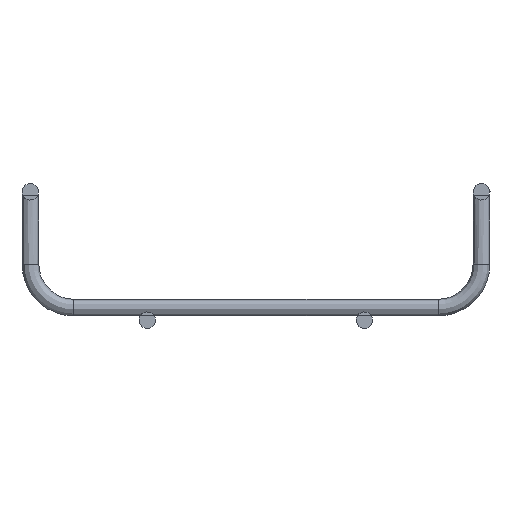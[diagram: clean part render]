
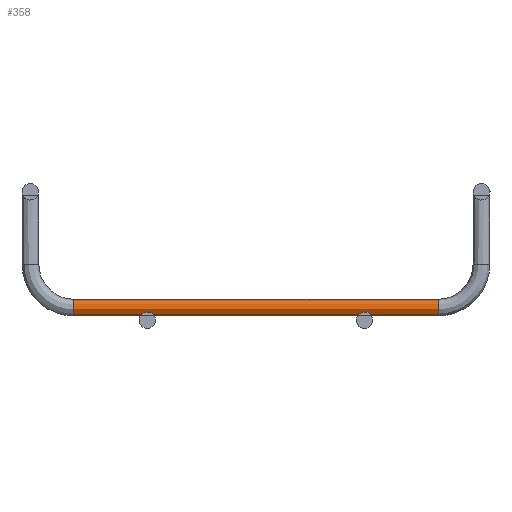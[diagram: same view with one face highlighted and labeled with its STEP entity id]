
A CAD part, left-side view. The second image highlights one B-rep face of the part: STEP entity #358.
In plain terms, the highlighted cylindrical face has radius 1.95 mm (diameter 3.9 mm), a full revolution.
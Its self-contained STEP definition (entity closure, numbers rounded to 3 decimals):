
#180=FACE_OUTER_BOUND('',#199,.T.);
#199=EDGE_LOOP('',(#318,#319,#320,#321,#322,#323));
#209=LINE('',#648,#216);
#216=VECTOR('',#511,1.95);
#230=CIRCLE('',#397,1.95);
#231=CIRCLE('',#398,1.95);
#232=CIRCLE('',#400,1.95);
#233=CIRCLE('',#401,1.95);
#249=VERTEX_POINT('',#641);
#250=VERTEX_POINT('',#643);
#251=VERTEX_POINT('',#647);
#252=VERTEX_POINT('',#649);
#273=EDGE_CURVE('',#249,#250,#230,.T.);
#274=EDGE_CURVE('',#250,#249,#231,.T.);
#275=EDGE_CURVE('',#250,#251,#209,.T.);
#276=EDGE_CURVE('',#251,#252,#232,.T.);
#277=EDGE_CURVE('',#252,#251,#233,.T.);
#318=ORIENTED_EDGE('',*,*,#274,.F.);
#319=ORIENTED_EDGE('',*,*,#275,.T.);
#320=ORIENTED_EDGE('',*,*,#276,.T.);
#321=ORIENTED_EDGE('',*,*,#277,.T.);
#322=ORIENTED_EDGE('',*,*,#275,.F.);
#323=ORIENTED_EDGE('',*,*,#273,.F.);
#342=CYLINDRICAL_SURFACE('',#399,1.95);
#358=ADVANCED_FACE('',(#180),#342,.T.);
#397=AXIS2_PLACEMENT_3D('',#644,#505,#506);
#398=AXIS2_PLACEMENT_3D('',#645,#507,#508);
#399=AXIS2_PLACEMENT_3D('',#646,#509,#510);
#400=AXIS2_PLACEMENT_3D('',#650,#512,#513);
#401=AXIS2_PLACEMENT_3D('',#651,#514,#515);
#505=DIRECTION('center_axis',(0.,1.,0.));
#506=DIRECTION('ref_axis',(-1.,0.,0.));
#507=DIRECTION('center_axis',(0.,1.,0.));
#508=DIRECTION('ref_axis',(-1.,0.,0.));
#509=DIRECTION('center_axis',(0.,1.,0.));
#510=DIRECTION('ref_axis',(-1.,0.,0.));
#511=DIRECTION('',(0.,-1.,0.));
#512=DIRECTION('center_axis',(0.,1.,0.));
#513=DIRECTION('ref_axis',(-1.,0.,0.));
#514=DIRECTION('center_axis',(0.,1.,0.));
#515=DIRECTION('ref_axis',(-1.,0.,0.));
#641=CARTESIAN_POINT('',(0.,41.95,-9.95));
#643=CARTESIAN_POINT('',(1.95,41.95,-11.9));
#644=CARTESIAN_POINT('Origin',(0.,41.95,-11.9));
#645=CARTESIAN_POINT('Origin',(0.,41.95,-11.9));
#646=CARTESIAN_POINT('Origin',(0.,-41.95,-11.9));
#647=CARTESIAN_POINT('',(1.95,-41.95,-11.9));
#648=CARTESIAN_POINT('',(1.95,-41.95,-11.9));
#649=CARTESIAN_POINT('',(0.,-41.95,-9.95));
#650=CARTESIAN_POINT('Origin',(0.,-41.95,-11.9));
#651=CARTESIAN_POINT('Origin',(0.,-41.95,-11.9));
